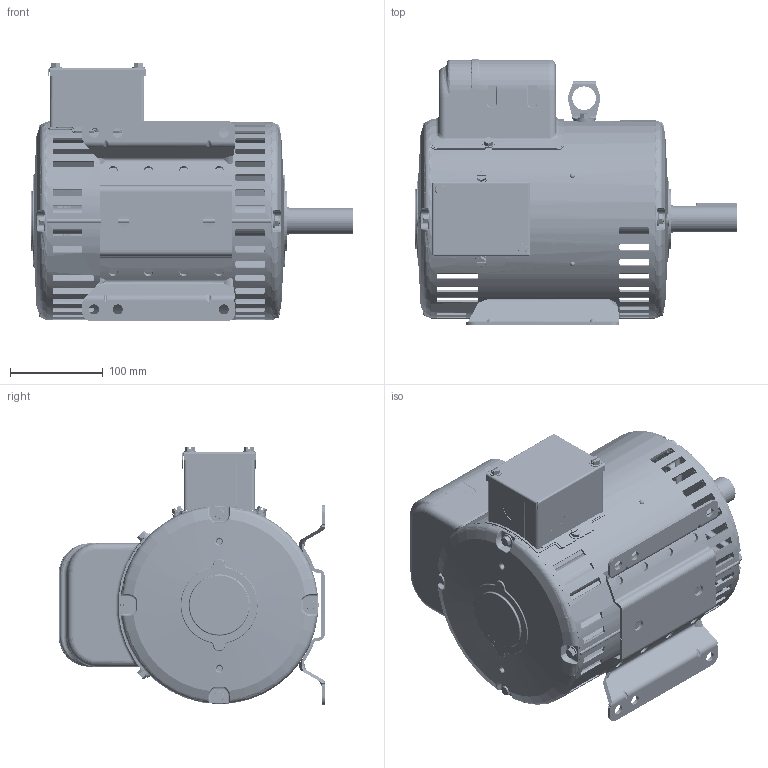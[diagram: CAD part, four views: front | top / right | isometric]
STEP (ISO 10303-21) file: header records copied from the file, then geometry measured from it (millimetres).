
FILE_DESCRIPTION (( 'STEP AP203' ), '1' );
FILE_NAME ('035555-950_Rev01.STEP', '2017-08-29T12:17:07', ( '' ), ( '' ), 'SwSTEP 2.0', 'SolidWorks 2015', '' );
FILE_SCHEMA (( 'CONFIG_CONTROL_DESIGN' ));
Products named in the file (1): 035555-950_Rev01
Bounding box: 347.73 x 287.36 x 278.52 mm (x, y, z)
Volume: 1315429.4 mm3; surface area: 964534.3 mm2
Topology: 38 solids, 42 shells, 4868 faces, 12122 edges, 7128 vertices
Faces by surface type: bspline 1647, plane 1062, cylinder 1001, torus 449, cone 397, sphere 312
Entity records: 213583 total; most frequent: CARTESIAN_POINT 112272, ORIENTED_EDGE 23504, DIRECTION 18032, EDGE_CURVE 11752, AXIS2_PLACEMENT_3D 7512, VERTEX_POINT 7054, EDGE_LOOP 5212, FACE_OUTER_BOUND 4868
